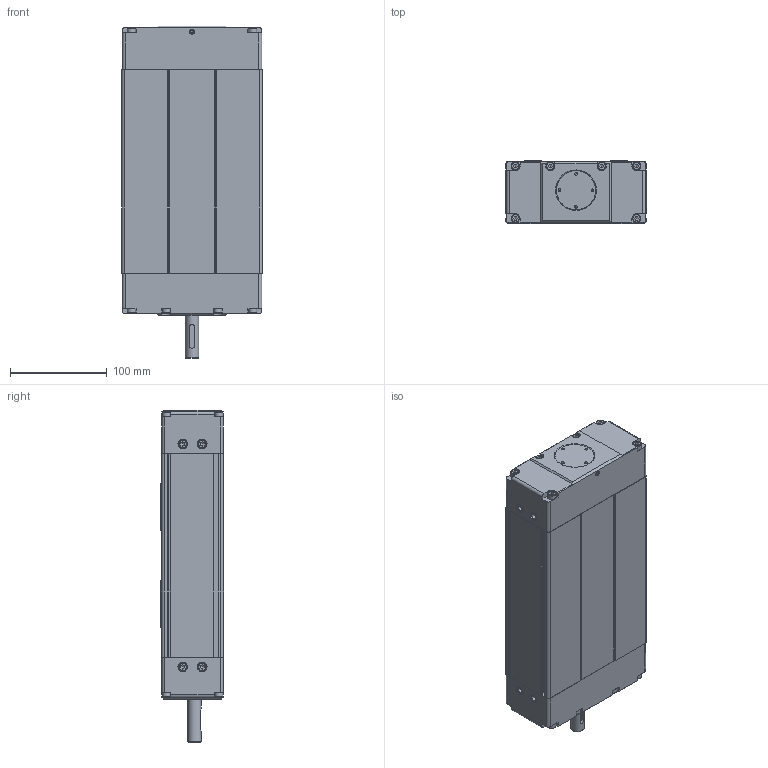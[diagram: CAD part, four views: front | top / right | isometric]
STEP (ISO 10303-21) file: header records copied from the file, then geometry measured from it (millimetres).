
FILE_DESCRIPTION((''),'2;1');
FILE_NAME('CTV 145 L 0 ASM.stp','2010-10-11T13:59:49',('user'),(''),'Autodesk Inventor 2011','Autodesk Inventor 2011','');
FILE_SCHEMA(('AUTOMOTIVE_DESIGN { 1 0 10303 214 1 1 1 1 }'));
Length unit declared in the file: millimetre
Products named in the file (6): CTV 145 L 0 ASM; CTV 145 L 0; PROFIL CTV 145 L; SPREDNJI POKROV CTV 145; ZADNJI POKROV CTV 145; VOZIČEK CTV 145 L
Assembly tree (5 placements, depth 3):
  CTV 145 L 0 ASM
    CTV 145 L 0
      PROFIL CTV 145 L
      SPREDNJI POKROV CTV 145
      ZADNJI POKROV CTV 145
      VOZIČEK CTV 145 L
Bounding box: 145 x 65 x 342.5 mm (x, y, z)
Volume: 2653031.3 mm3; surface area: 236192 mm2
Topology: 5 solids, 7 shells, 562 faces, 1498 edges, 990 vertices
Faces by surface type: plane 343, cylinder 154, cone 42, torus 23
Full cylindrical faces by diameter (mm): 1.7 x2, 3 x4, 4.134 x2, 4.917 x12, 6 x4, 8.5 x20, 10 x14, 14 x1, 16.2 x1, 17 x2, 24.36 x1, 32.64 x1, 40 x1, 48 x1
Entity records: 16844 total; most frequent: CARTESIAN_POINT 3179, DIRECTION 2640, ORIENTED_EDGE 2586, EDGE_CURVE 1293, VERTEX_POINT 917, AXIS2_PLACEMENT_3D 912, VECTOR 816, LINE 816
